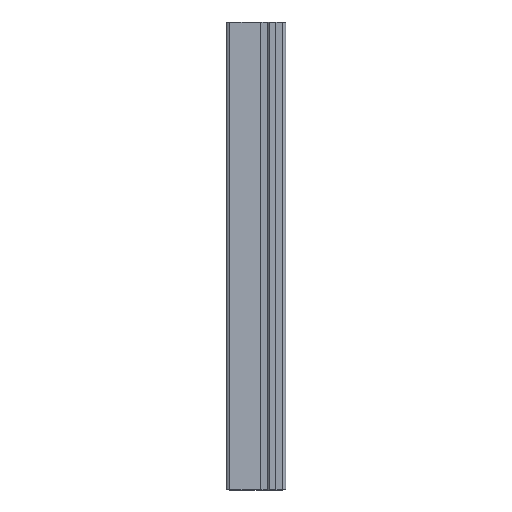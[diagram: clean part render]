
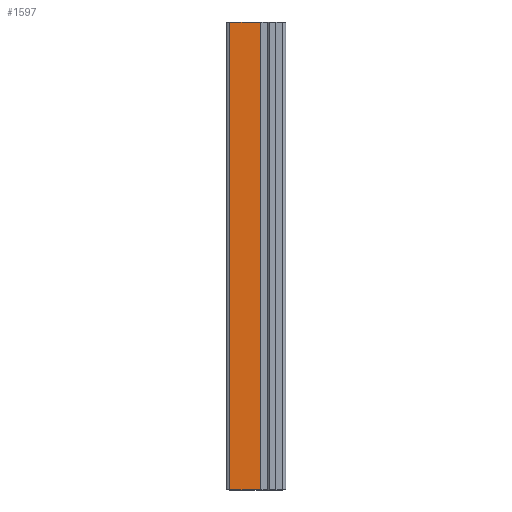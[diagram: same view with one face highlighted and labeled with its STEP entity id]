
A CAD part, top view. The second image highlights one B-rep face of the part: STEP entity #1597.
In plain terms, the highlighted planar face has unit normal (0, 0, 1).
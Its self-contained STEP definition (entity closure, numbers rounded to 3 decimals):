
#147=FACE_OUTER_BOUND('',#227,.T.);
#227=EDGE_LOOP('',(#1241,#1242,#1243,#1244));
#387=LINE('',#2546,#573);
#388=LINE('',#2549,#574);
#389=LINE('',#2551,#575);
#390=LINE('',#2552,#576);
#573=VECTOR('',#2081,10.);
#574=VECTOR('',#2084,10.);
#575=VECTOR('',#2085,10.);
#576=VECTOR('',#2086,10.);
#739=VERTEX_POINT('',#2542);
#740=VERTEX_POINT('',#2544);
#741=VERTEX_POINT('',#2548);
#742=VERTEX_POINT('',#2550);
#951=EDGE_CURVE('',#739,#740,#387,.T.);
#952=EDGE_CURVE('',#741,#739,#388,.T.);
#953=EDGE_CURVE('',#742,#740,#389,.T.);
#954=EDGE_CURVE('',#741,#742,#390,.T.);
#1241=ORIENTED_EDGE('',*,*,#952,.T.);
#1242=ORIENTED_EDGE('',*,*,#951,.T.);
#1243=ORIENTED_EDGE('',*,*,#953,.F.);
#1244=ORIENTED_EDGE('',*,*,#954,.F.);
#1523=PLANE('',#1727);
#1597=ADVANCED_FACE('',(#147),#1523,.T.);
#1727=AXIS2_PLACEMENT_3D('',#2547,#2082,#2083);
#2081=DIRECTION('',(0.,1.,0.));
#2082=DIRECTION('center_axis',(0.,0.,1.));
#2083=DIRECTION('ref_axis',(1.,0.,0.));
#2084=DIRECTION('',(1.,0.,0.));
#2085=DIRECTION('',(1.,0.,0.));
#2086=DIRECTION('',(0.,1.,0.));
#2542=CARTESIAN_POINT('',(18.323,0.,32.));
#2544=CARTESIAN_POINT('',(18.323,250.,32.));
#2546=CARTESIAN_POINT('',(18.323,0.,32.));
#2547=CARTESIAN_POINT('Origin',(2.,0.,32.));
#2548=CARTESIAN_POINT('',(2.,0.,32.));
#2549=CARTESIAN_POINT('',(2.,0.,32.));
#2550=CARTESIAN_POINT('',(2.,250.,32.));
#2551=CARTESIAN_POINT('',(2.,250.,32.));
#2552=CARTESIAN_POINT('',(2.,0.,32.));
